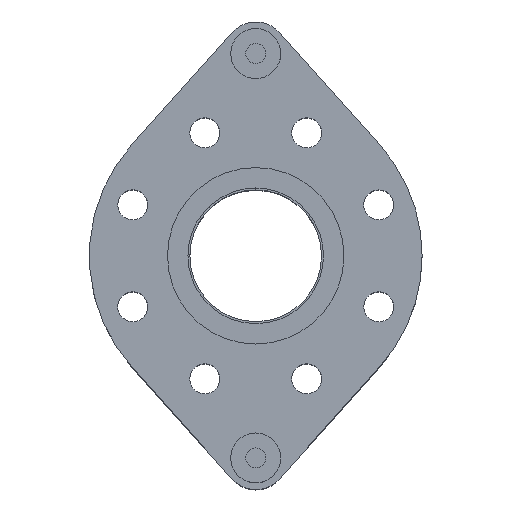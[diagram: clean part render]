
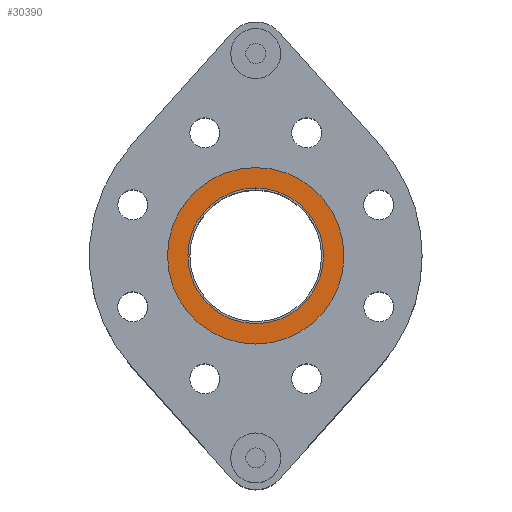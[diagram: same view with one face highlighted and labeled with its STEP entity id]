
A CAD part, top view. The second image highlights one B-rep face of the part: STEP entity #30390.
In plain terms, the highlighted planar face has unit normal (0, 0, 1).
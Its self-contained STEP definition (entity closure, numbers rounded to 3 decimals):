
#1721 = CARTESIAN_POINT ( 'NONE',  ( 0., 0., 1.2 ) ) ;
#2904 = CIRCLE ( 'NONE', #25515, 40.75 ) ;
#3116 = ORIENTED_EDGE ( 'NONE', *, *, #25196, .F. ) ;
#3183 = EDGE_LOOP ( 'NONE', ( #12966, #3116 ) ) ;
#3816 = EDGE_CURVE ( 'NONE', #20860, #6671, #21259, .T. ) ;
#3996 = EDGE_CURVE ( 'NONE', #6671, #20860, #31778, .T. ) ;
#4998 = DIRECTION ( 'NONE',  ( 0., 0., 1. ) ) ;
#6671 = VERTEX_POINT ( 'NONE', #10503 ) ;
#7196 = DIRECTION ( 'NONE',  ( 0., 0., 1. ) ) ;
#7644 = EDGE_LOOP ( 'NONE', ( #13110, #29339 ) ) ;
#8016 = PLANE ( 'NONE',  #9207 ) ;
#8966 = EDGE_CURVE ( 'NONE', #22508, #11735, #25467, .T. ) ;
#9104 = DIRECTION ( 'NONE',  ( 1., 0., 0. ) ) ;
#9124 = DIRECTION ( 'NONE',  ( 0., 0., 1. ) ) ;
#9207 = AXIS2_PLACEMENT_3D ( 'NONE', #12494, #20082, #18093 ) ;
#10503 = CARTESIAN_POINT ( 'NONE',  ( -53., 0., 1.2 ) ) ;
#11735 = VERTEX_POINT ( 'NONE', #19715 ) ;
#12494 = CARTESIAN_POINT ( 'NONE',  ( 0., 0., 1.2 ) ) ;
#12966 = ORIENTED_EDGE ( 'NONE', *, *, #8966, .F. ) ;
#13110 = ORIENTED_EDGE ( 'NONE', *, *, #3996, .T. ) ;
#13348 = AXIS2_PLACEMENT_3D ( 'NONE', #19856, #4998, #15053 ) ;
#14270 = CARTESIAN_POINT ( 'NONE',  ( 40.75, 0., 1.2 ) ) ;
#15053 = DIRECTION ( 'NONE',  ( 1., 0., 0. ) ) ;
#17422 = DIRECTION ( 'NONE',  ( 1., 0., 0. ) ) ;
#18093 = DIRECTION ( 'NONE',  ( 1., 0., 0. ) ) ;
#19715 = CARTESIAN_POINT ( 'NONE',  ( -40.75, 0., 1.2 ) ) ;
#19856 = CARTESIAN_POINT ( 'NONE',  ( 0., 0., 1.2 ) ) ;
#20082 = DIRECTION ( 'NONE',  ( 0., 0., 1. ) ) ;
#20860 = VERTEX_POINT ( 'NONE', #29601 ) ;
#21259 = CIRCLE ( 'NONE', #27044, 53. ) ;
#22508 = VERTEX_POINT ( 'NONE', #14270 ) ;
#23950 = DIRECTION ( 'NONE',  ( 1., 0., 0. ) ) ;
#24944 = AXIS2_PLACEMENT_3D ( 'NONE', #31691, #32015, #9104 ) ;
#25196 = EDGE_CURVE ( 'NONE', #11735, #22508, #2904, .T. ) ;
#25467 = CIRCLE ( 'NONE', #24944, 40.75 ) ;
#25515 = AXIS2_PLACEMENT_3D ( 'NONE', #32557, #7196, #17422 ) ;
#27044 = AXIS2_PLACEMENT_3D ( 'NONE', #1721, #9124, #23950 ) ;
#29339 = ORIENTED_EDGE ( 'NONE', *, *, #3816, .T. ) ;
#29601 = CARTESIAN_POINT ( 'NONE',  ( 53., 0., 1.2 ) ) ;
#30390 = ADVANCED_FACE ( 'NONE', ( #30605, #32437 ), #8016, .T. ) ;
#30605 = FACE_OUTER_BOUND ( 'NONE', #7644, .T. ) ;
#31691 = CARTESIAN_POINT ( 'NONE',  ( 0., 0., 1.2 ) ) ;
#31778 = CIRCLE ( 'NONE', #13348, 53. ) ;
#32015 = DIRECTION ( 'NONE',  ( 0., 0., 1. ) ) ;
#32437 = FACE_BOUND ( 'NONE', #3183, .T. ) ;
#32557 = CARTESIAN_POINT ( 'NONE',  ( 0., 0., 1.2 ) ) ;
